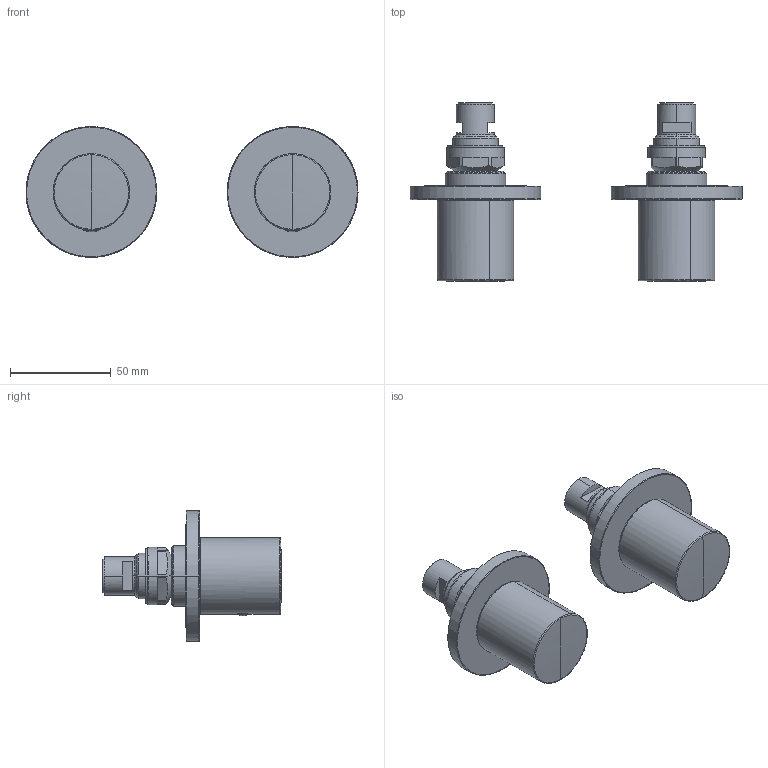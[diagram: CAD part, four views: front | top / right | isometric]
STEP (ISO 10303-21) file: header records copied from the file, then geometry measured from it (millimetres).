
FILE_DESCRIPTION(/* description */ (''),/* implementation_level */ '2;1');
FILE_NAME(/* name */ 'STEP - 164911602_34524',/* time_stamp */ '2025-09-08T08:38:52+10:00',/* author */ (''),/* organization */ (''),/* preprocessor_version */ 'ST-DEVELOPER v16.5',/* originating_system */ 'Rhino 7.37',/* authorisation */ '');
FILE_SCHEMA (('AUTOMOTIVE_DESIGN'));
Length unit declared in the file: millimetre
Products named in the file (16): Document; 164911602; 16491160_ASM; 207010961701; 202030410726; 205011801601; 164911640MM00; 207042570701; 207011410601; 0001; 205021610102; 205010361601; 207030451601; 206101330102; 204020422701; 204020412701
Assembly tree (26 placements, depth 4):
  Document
    164911602
      16491160_ASM
        207010961701  x2
        202030410726  x2
        205011801601  x2
        164911640MM00  x2
        207042570701  x2
        207011410601  x2
        0001  x2
        205021610102  x2
        205010361601  x2
        207030451601  x2
        206101330102  x2
        204020422701
        204020412701
Bounding box: 165 x 88.7 x 64.93 mm (x, y, z)
Volume: 98922.9 mm3; surface area: 89320.8 mm2
Topology: 24 solids, 44 shells, 1250 faces, 3306 edges, 2138 vertices
Faces by surface type: plane 572, cylinder 480, bspline 198
Entity records: 27823 total; most frequent: CARTESIAN_POINT 14025, ORIENTED_EDGE 4026, EDGE_CURVE 2065, VERTEX_POINT 1351, B_SPLINE_CURVE_WITH_KNOTS 1306, EDGE_LOOP 826, DIRECTION 785, ADVANCED_FACE 775
